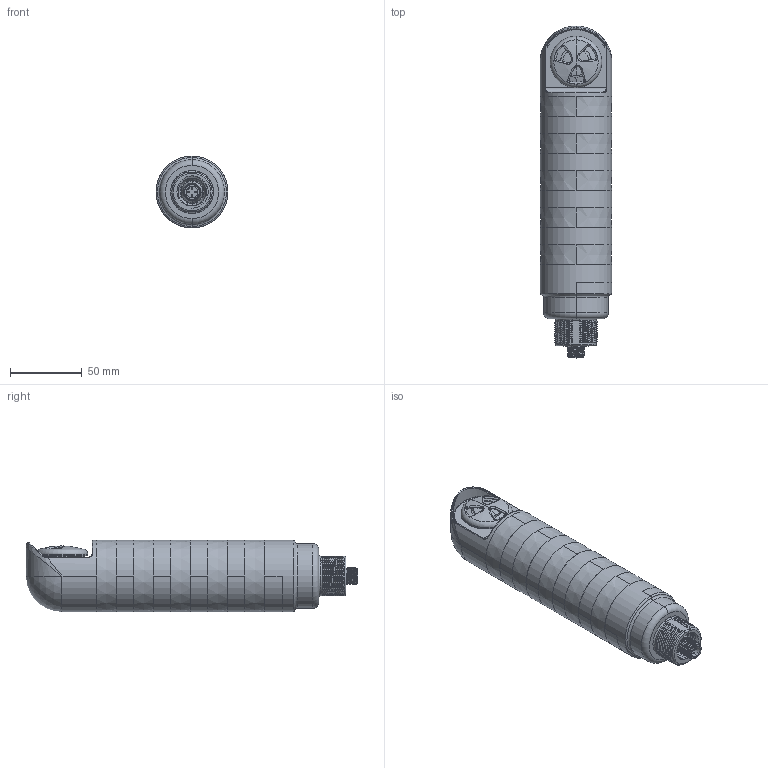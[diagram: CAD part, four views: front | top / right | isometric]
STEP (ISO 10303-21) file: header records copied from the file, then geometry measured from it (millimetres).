
FILE_DESCRIPTION((''),'2;1');
FILE_NAME('166579_SM01_ASM','2025-06-05T12:06:31',('banengservice'),('BANNER ENGINEERING'),'CREO PARAMETRIC BY PTC INC, 2022414','CREO PARAMETRIC BY PTC INC, 2022414','');
FILE_SCHEMA(('CONFIG_CONTROL_DESIGN'));
Products named in the file (2): 166579_EP01; 166579_SM01_ASM
Assembly tree (1 placements, depth 2):
  166579_SM01_ASM
    166579_EP01
Bounding box: 50 x 230.75 x 50 mm (x, y, z)
Volume: 379711.7 mm3; surface area: 42218.3 mm2
Topology: 1 solids, 1 shells, 375 faces, 969 edges, 608 vertices
Faces by surface type: bspline 130, cylinder 122, plane 39, torus 27, extrusion 25, cone 19, sphere 10, revolution 3
Entity records: 39752 total; most frequent: CARTESIAN_POINT 31694, ORIENTED_EDGE 1916, DIRECTION 1259, EDGE_CURVE 958, VERTEX_POINT 606, AXIS2_PLACEMENT_3D 480, B_SPLINE_CURVE_WITH_KNOTS 455, EDGE_LOOP 398
